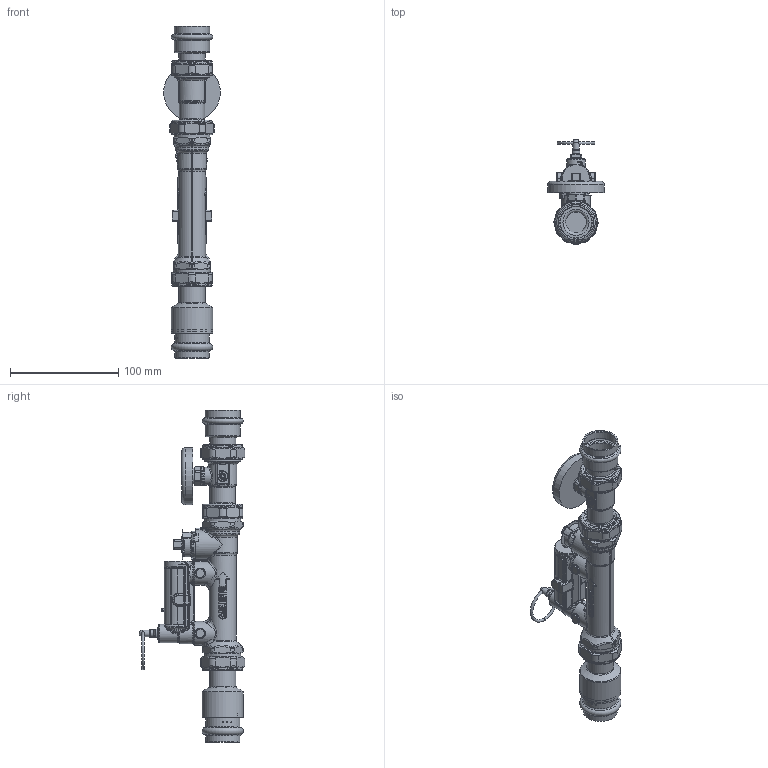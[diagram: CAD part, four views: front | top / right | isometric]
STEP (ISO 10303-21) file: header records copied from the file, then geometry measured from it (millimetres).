
FILE_DESCRIPTION(/* description */ (''),/* implementation_level */ '2;1');
FILE_NAME(/* name */ '132657AFC.stp',/* time_stamp */ '2025-07-15T13:23:21-05:00',/* author */ ('ischreiner'),/* organization */ (''),/* preprocessor_version */ 'ST-DEVELOPER v20',/* originating_system */ 'Autodesk Inventor 2025',/* authorisation */ '');
FILE_SCHEMA (('AUTOMOTIVE_DESIGN { 1 0 10303 214 3 1 1 }'));
Length unit declared in the file: inch
Products named in the file (7): 132657AFC; 132637 - TST; F0000698 1 inch slip nut; NA10404 - 1 inch press fit for 1 inch nut; Mueller NA10410; NA10704; NA10358_Simplify_1
Assembly tree (7 placements, depth 2):
  132657AFC
    132637 - TST
    F0000698 1 inch slip nut  x2
    NA10404 - 1 inch press fit for 1 inch nut
    Mueller NA10410
    NA10704
    NA10358_Simplify_1
Bounding box: 52.32 x 97.4 x 306.38 mm (x, y, z)
Volume: 269369.8 mm3; surface area: 91452.9 mm2
Topology: 13 solids, 13 shells, 2593 faces, 6110 edges, 3438 vertices
Faces by surface type: bspline 1129, cylinder 613, plane 391, torus 165, sphere 153, cone 142
Full cylindrical faces by diameter (mm): 2.5 x1, 3 x1, 3.1 x1, 3.3 x1, 4.1 x1, 4.2 x1, 6 x2, 7 x1, 9.017 x1, 11.176 x1, 11.227 x1, 12.954 x1, 13.6 x1, 14.5 x1, 15.24 x1, 15.875 x1, 17 x2, 18 x1, 19.05 x1, 20.091 x2, 20.599 x1, 22 x1, 22.7 x2, 22.86 x1, 23.5 x1, 24 x1, 24.003 x1, 24.2 x1, 24.384 x2, 26 x1
Entity records: 152385 total; most frequent: CARTESIAN_POINT 100423, ORIENTED_EDGE 11380, DIRECTION 9552, EDGE_CURVE 5690, AXIS2_PLACEMENT_3D 4128, VERTEX_POINT 3289, EDGE_LOOP 2559, FACE_OUTER_BOUND 2482
